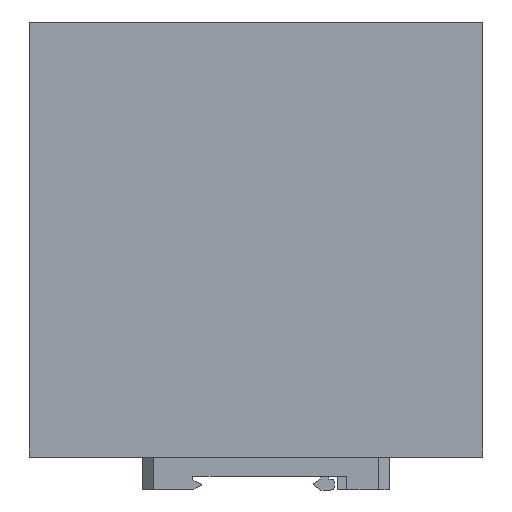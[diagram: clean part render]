
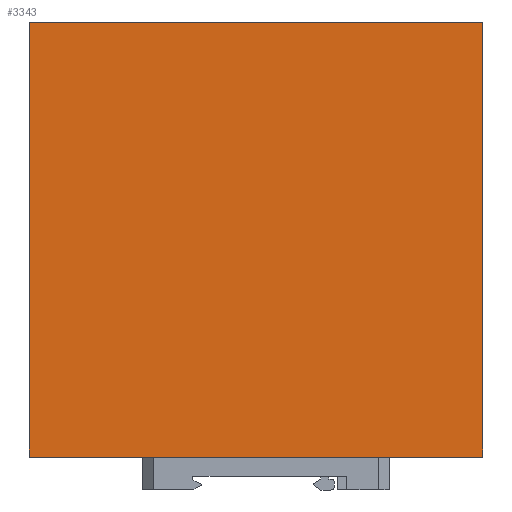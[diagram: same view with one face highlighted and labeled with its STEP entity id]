
A CAD part, left-side view. The second image highlights one B-rep face of the part: STEP entity #3343.
In plain terms, the highlighted planar face has unit normal (-1, 0, 0).
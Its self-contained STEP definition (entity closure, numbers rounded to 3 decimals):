
#3323=AXIS2_PLACEMENT_3D('Plane Axis2P3D',#3320,#3321,#3322) ;
#211=CARTESIAN_POINT('Vertex',(0.,125.,9.)) ;
#214=CARTESIAN_POINT('Line Origine',(0.,125.,68.95)) ;
#218=CARTESIAN_POINT('Vertex',(0.,125.,128.9)) ;
#3212=CARTESIAN_POINT('Line Origine',(0.,62.5,128.9)) ;
#3216=CARTESIAN_POINT('Vertex',(0.,0.,128.9)) ;
#3320=CARTESIAN_POINT('Axis2P3D Location',(0.,125.,129.)) ;
#3325=CARTESIAN_POINT('Line Origine',(0.,62.5,9.)) ;
#3329=CARTESIAN_POINT('Vertex',(0.,0.,9.)) ;
#3332=CARTESIAN_POINT('Line Origine',(0.,0.,68.95)) ;
#215=DIRECTION('Vector Direction',(0.,0.,-1.)) ;
#3213=DIRECTION('Vector Direction',(0.,1.,0.)) ;
#3321=DIRECTION('Axis2P3D Direction',(1.,-0.,0.)) ;
#3322=DIRECTION('Axis2P3D XDirection',(0.,0.,-1.)) ;
#3326=DIRECTION('Vector Direction',(0.,-1.,0.)) ;
#3333=DIRECTION('Vector Direction',(0.,0.,-1.)) ;
#216=VECTOR('Line Direction',#215,1.) ;
#3214=VECTOR('Line Direction',#3213,1.) ;
#3327=VECTOR('Line Direction',#3326,1.) ;
#3334=VECTOR('Line Direction',#3333,1.) ;
#3338=ORIENTED_EDGE('',*,*,#3218,.F.) ;
#3339=ORIENTED_EDGE('',*,*,#220,.T.) ;
#3340=ORIENTED_EDGE('',*,*,#3331,.T.) ;
#3341=ORIENTED_EDGE('',*,*,#3336,.F.) ;
#3343=ADVANCED_FACE('GEHAEUSE',(#3342),#3324,.F.) ;
#220=EDGE_CURVE('',#219,#212,#217,.T.) ;
#3218=EDGE_CURVE('',#219,#3217,#3215,.F.) ;
#3331=EDGE_CURVE('',#212,#3330,#3328,.T.) ;
#3336=EDGE_CURVE('',#3217,#3330,#3335,.T.) ;
#3337=EDGE_LOOP('',(#3338,#3339,#3340,#3341)) ;
#3342=FACE_OUTER_BOUND('',#3337,.T.) ;
#217=LINE('Line',#214,#216) ;
#3215=LINE('Line',#3212,#3214) ;
#3328=LINE('Line',#3325,#3327) ;
#3335=LINE('Line',#3332,#3334) ;
#3324=PLANE('',#3323) ;
#212=VERTEX_POINT('',#211) ;
#219=VERTEX_POINT('',#218) ;
#3217=VERTEX_POINT('',#3216) ;
#3330=VERTEX_POINT('',#3329) ;
